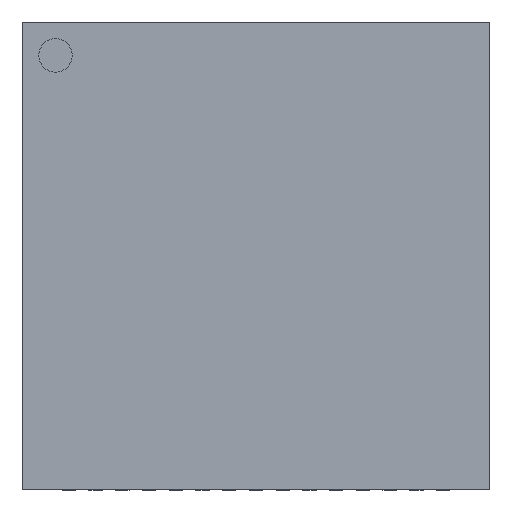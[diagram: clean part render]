
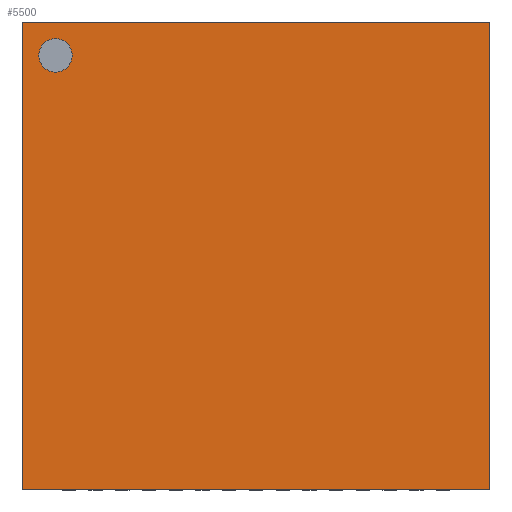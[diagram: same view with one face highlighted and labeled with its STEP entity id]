
A CAD part, top view. The second image highlights one B-rep face of the part: STEP entity #5500.
In plain terms, the highlighted planar face has unit normal (0, 0, 1).
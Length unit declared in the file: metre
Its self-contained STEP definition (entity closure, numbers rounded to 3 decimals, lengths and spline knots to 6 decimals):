
#702=LINE('',#9959,#1446);
#704=LINE('',#9963,#1448);
#705=LINE('',#9966,#1449);
#706=LINE('',#9967,#1450);
#1446=VECTOR('',#8461,1.);
#1448=VECTOR('',#8465,1.);
#1449=VECTOR('',#8466,1.);
#1450=VECTOR('',#8467,1.);
#2548=ORIENTED_EDGE('',*,*,#3178,.F.);
#2549=ORIENTED_EDGE('',*,*,#3686,.F.);
#2550=ORIENTED_EDGE('',*,*,#3687,.T.);
#2551=ORIENTED_EDGE('',*,*,#3684,.T.);
#2552=ORIENTED_EDGE('',*,*,#3688,.T.);
#3178=EDGE_CURVE('',#3924,#3924,#4238,.T.);
#3684=EDGE_CURVE('',#4232,#4231,#702,.T.);
#3686=EDGE_CURVE('',#4233,#4234,#704,.T.);
#3687=EDGE_CURVE('',#4233,#4232,#705,.T.);
#3688=EDGE_CURVE('',#4231,#4234,#706,.T.);
#3924=VERTEX_POINT('',#8946);
#4231=VERTEX_POINT('',#9958);
#4232=VERTEX_POINT('',#9960);
#4233=VERTEX_POINT('',#9964);
#4234=VERTEX_POINT('',#9965);
#4238=CIRCLE('',#7064,0.00025);
#4488=EDGE_LOOP('',(#2548));
#4489=EDGE_LOOP('',(#2549,#2550,#2551,#2552));
#4744=FACE_BOUND('',#4488,.T.);
#4745=FACE_BOUND('',#4489,.T.);
#4998=PLANE('',#7265);
#5500=ADVANCED_FACE('',(#4744,#4745),#4998,.T.);
#7064=AXIS2_PLACEMENT_3D('',#8945,#7554,#7555);
#7265=AXIS2_PLACEMENT_3D('',#9962,#8463,#8464);
#7554=DIRECTION('',(0.,0.,1.));
#7555=DIRECTION('',(1.,0.,0.));
#8461=DIRECTION('',(1.,0.,0.));
#8463=DIRECTION('',(0.,0.,1.));
#8464=DIRECTION('',(1.,0.,0.));
#8465=DIRECTION('',(1.,0.,0.));
#8466=DIRECTION('',(0.,-1.,0.));
#8467=DIRECTION('',(0.,1.,0.));
#8945=CARTESIAN_POINT('',(-0.003,0.003,0.0009));
#8946=CARTESIAN_POINT('',(-0.00275,0.003,0.0009));
#9958=CARTESIAN_POINT('',(0.0035,-0.0035,0.0009));
#9959=CARTESIAN_POINT('',(-0.0035,-0.0035,0.0009));
#9960=CARTESIAN_POINT('',(-0.0035,-0.0035,0.0009));
#9962=CARTESIAN_POINT('',(0.,0.,0.0009));
#9963=CARTESIAN_POINT('',(-0.0035,0.0035,0.0009));
#9964=CARTESIAN_POINT('',(-0.0035,0.0035,0.0009));
#9965=CARTESIAN_POINT('',(0.0035,0.0035,0.0009));
#9966=CARTESIAN_POINT('',(-0.0035,0.0035,0.0009));
#9967=CARTESIAN_POINT('',(0.0035,-0.0035,0.0009));
